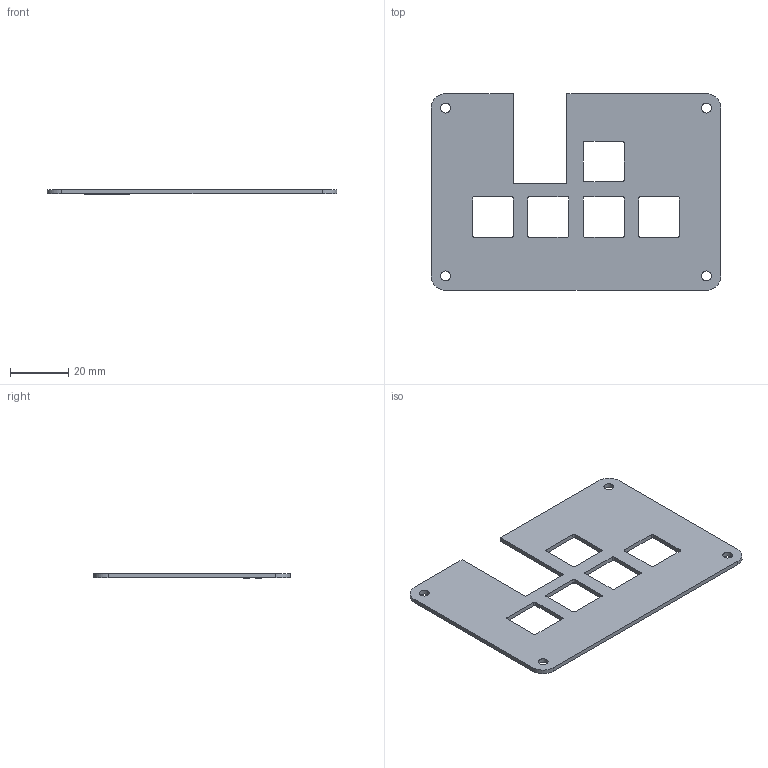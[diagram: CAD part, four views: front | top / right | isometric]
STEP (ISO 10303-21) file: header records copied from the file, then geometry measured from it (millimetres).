
FILE_DESCRIPTION(/* description */ (''),/* implementation_level */ '2;1');
FILE_NAME(/* name */ 'Xiao Arrow Pad - TOP.step',/* time_stamp */ '2026-01-26T23:35:13-05:00',/* author */ (''),/* organization */ (''),/* preprocessor_version */ 'ST-DEVELOPER v20.1',/* originating_system */ 'Autodesk Translation Framework v14.24.0.0',/* authorisation */ '');
FILE_SCHEMA (('AUTOMOTIVE_DESIGN { 1 0 10303 214 3 1 1 }'));
Length unit declared in the file: millimetre
Products named in the file (2): 2026-01-21-16-15-01-393; 2026-01-22-14-54-51-126
Assembly tree (1 placements, depth 2):
  2026-01-21-16-15-01-393
    2026-01-22-14-54-51-126
Bounding box: 99.73 x 67.71 x 1.7 mm (x, y, z)
Volume: 7717.5 mm3; surface area: 11382.9 mm2
Topology: 1 solids, 1 shells, 571 faces, 1593 edges, 1062 vertices
Faces by surface type: bspline 305, plane 238, cylinder 28
Full cylindrical faces by diameter (mm): 3.4 x4
Entity records: 21122 total; most frequent: CARTESIAN_POINT 8414, ORIENTED_EDGE 3186, EDGE_CURVE 1593, DIRECTION 1577, VERTEX_POINT 1062, LINE 927, VECTOR 927, EDGE_LOOP 627
